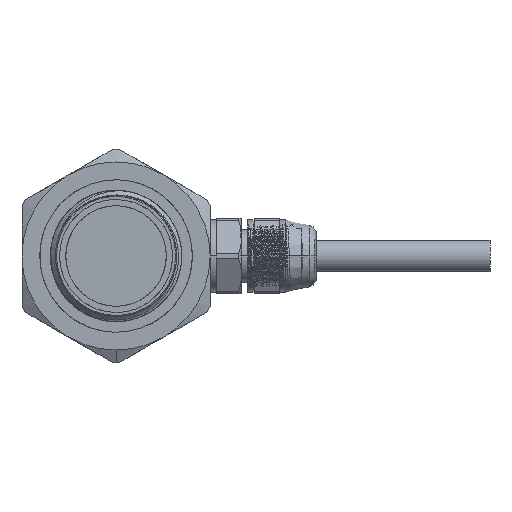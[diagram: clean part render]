
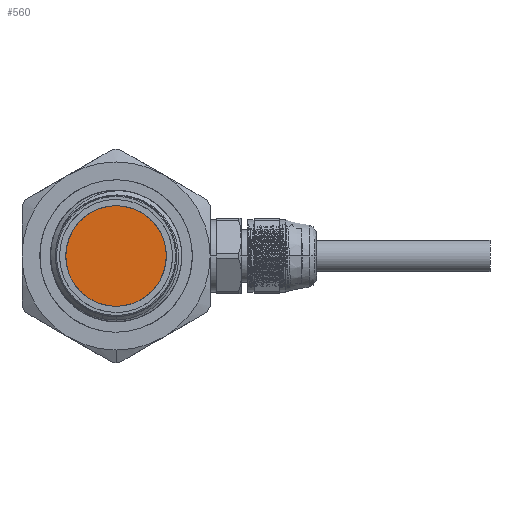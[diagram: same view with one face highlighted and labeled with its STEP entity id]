
A CAD part, front view. The second image highlights one B-rep face of the part: STEP entity #560.
In plain terms, the highlighted face is planar.
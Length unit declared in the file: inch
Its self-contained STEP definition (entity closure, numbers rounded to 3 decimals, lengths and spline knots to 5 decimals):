
#432 = EDGE_LOOP ( 'NONE', ( #15250, #24980 ) ) ;
#560 = ADVANCED_FACE ( 'NONE', ( #25437 ), #15191, .T. ) ;
#883 = DIRECTION ( 'NONE',  ( 1., 0., 0. ) ) ;
#2007 = CARTESIAN_POINT ( 'NONE',  ( -0.27521, -0.15862, 28.97638 ) ) ;
#2010 = VERTEX_POINT ( 'NONE', #24310 ) ;
#2392 = CARTESIAN_POINT ( 'NONE',  ( 0.27521, 0.15862, 28.97638 ) ) ;
#2780 = CARTESIAN_POINT ( 'NONE',  ( 0.19356, 0.25186, 28.97638 ) ) ;
#3898 = CARTESIAN_POINT ( 'NONE',  ( -0.30676, -0.08244, 28.97638 ) ) ;
#4988 = CARTESIAN_POINT ( 'NONE',  ( 0.31496, -0.04123, 28.97638 ) ) ;
#5623 = CARTESIAN_POINT ( 'NONE',  ( 0.31496, 0., 28.97638 ) ) ;
#5785 = CARTESIAN_POINT ( 'NONE',  ( -0.04123, -0.31496, 28.97638 ) ) ;
#6443 = CARTESIAN_POINT ( 'NONE',  ( -0.08244, 0.30676, 28.97638 ) ) ;
#6829 = CARTESIAN_POINT ( 'NONE',  ( 0.08244, 0.30676, 28.97638 ) ) ;
#6973 = CARTESIAN_POINT ( 'NONE',  ( -0.15862, 0.27521, 28.97638 ) ) ;
#7809 = CARTESIAN_POINT ( 'NONE',  ( -0.25186, -0.19356, 28.97638 ) ) ;
#7937 = CARTESIAN_POINT ( 'NONE',  ( -0.31496, -0.04123, 28.97638 ) ) ;
#8068 = CARTESIAN_POINT ( 'NONE',  ( 0.19356, -0.25186, 28.97638 ) ) ;
#8351 = EDGE_CURVE ( 'NONE', #2010, #14522, #13235, .T. ) ;
#8464 = CARTESIAN_POINT ( 'NONE',  ( -0.31496, 0.04123, 28.97638 ) ) ;
#9517 = AXIS2_PLACEMENT_3D ( 'NONE', #23418, #15742, #883 ) ;
#10235 = CARTESIAN_POINT ( 'NONE',  ( 0.04123, -0.31496, 28.97638 ) ) ;
#10754 = CARTESIAN_POINT ( 'NONE',  ( -0.27521, 0.15862, 28.97638 ) ) ;
#11026 = CARTESIAN_POINT ( 'NONE',  ( 0.31496, 0.04123, 28.97638 ) ) ;
#12009 = CARTESIAN_POINT ( 'NONE',  ( -0.31496, 0., 28.97638 ) ) ;
#12654 = CARTESIAN_POINT ( 'NONE',  ( 0.04123, 0.31496, 28.97638 ) ) ;
#12784 = CARTESIAN_POINT ( 'NONE',  ( 0.25186, 0.19356, 28.97638 ) ) ;
#13217 = CARTESIAN_POINT ( 'NONE',  ( 0.30676, -0.08244, 28.97638 ) ) ;
#13235 = B_SPLINE_CURVE_WITH_KNOTS ( 'NONE', 3,
 ( #14803, #8464, #24917, #10754, #21272, #23293, #6973, #6443, #22902, #12654, #6829, #23029, #2780, #12784, #2392, #21011, #11026, #17100 ),
 .UNSPECIFIED., .F., .F.,
 ( 4, 2, 2, 2, 2, 2, 2, 2, 4 ),
 ( 0., 0.125, 0.25, 0.375, 0.5, 0.625, 0.75, 0.875, 1. ),
 .UNSPECIFIED. ) ;
#14522 = VERTEX_POINT ( 'NONE', #5623 ) ;
#14803 = CARTESIAN_POINT ( 'NONE',  ( -0.31496, 0., 28.97638 ) ) ;
#14868 = B_SPLINE_CURVE_WITH_KNOTS ( 'NONE', 3,
 ( #15232, #4988, #13217, #24665, #26435, #8068, #26699, #20225, #10235, #5785, #24153, #18337, #24535, #7809, #2007, #3898, #7937, #12009 ),
 .UNSPECIFIED., .F., .F.,
 ( 4, 2, 2, 2, 2, 2, 2, 2, 4 ),
 ( 0., 0.125, 0.25, 0.375, 0.5, 0.625, 0.75, 0.875, 1. ),
 .UNSPECIFIED. ) ;
#15191 = PLANE ( 'NONE',  #9517 ) ;
#15232 = CARTESIAN_POINT ( 'NONE',  ( 0.31496, 0., 28.97638 ) ) ;
#15250 = ORIENTED_EDGE ( 'NONE', *, *, #15297, .F. ) ;
#15297 = EDGE_CURVE ( 'NONE', #14522, #2010, #14868, .T. ) ;
#15742 = DIRECTION ( 'NONE',  ( 0., 0., 1. ) ) ;
#17100 = CARTESIAN_POINT ( 'NONE',  ( 0.31496, 0., 28.97638 ) ) ;
#18337 = CARTESIAN_POINT ( 'NONE',  ( -0.15862, -0.27521, 28.97638 ) ) ;
#20225 = CARTESIAN_POINT ( 'NONE',  ( 0.08244, -0.30676, 28.97638 ) ) ;
#21011 = CARTESIAN_POINT ( 'NONE',  ( 0.30676, 0.08244, 28.97638 ) ) ;
#21272 = CARTESIAN_POINT ( 'NONE',  ( -0.25186, 0.19356, 28.97638 ) ) ;
#22902 = CARTESIAN_POINT ( 'NONE',  ( -0.04123, 0.31496, 28.97638 ) ) ;
#23029 = CARTESIAN_POINT ( 'NONE',  ( 0.15862, 0.27521, 28.97638 ) ) ;
#23293 = CARTESIAN_POINT ( 'NONE',  ( -0.19356, 0.25186, 28.97638 ) ) ;
#23418 = CARTESIAN_POINT ( 'NONE',  ( 0., 0., 28.97638 ) ) ;
#24153 = CARTESIAN_POINT ( 'NONE',  ( -0.08244, -0.30676, 28.97638 ) ) ;
#24310 = CARTESIAN_POINT ( 'NONE',  ( -0.31496, 0., 28.97638 ) ) ;
#24535 = CARTESIAN_POINT ( 'NONE',  ( -0.19356, -0.25186, 28.97638 ) ) ;
#24665 = CARTESIAN_POINT ( 'NONE',  ( 0.27521, -0.15862, 28.97638 ) ) ;
#24917 = CARTESIAN_POINT ( 'NONE',  ( -0.30676, 0.08244, 28.97638 ) ) ;
#24980 = ORIENTED_EDGE ( 'NONE', *, *, #8351, .F. ) ;
#25437 = FACE_OUTER_BOUND ( 'NONE', #432, .T. ) ;
#26435 = CARTESIAN_POINT ( 'NONE',  ( 0.25186, -0.19356, 28.97638 ) ) ;
#26699 = CARTESIAN_POINT ( 'NONE',  ( 0.15862, -0.27521, 28.97638 ) ) ;
